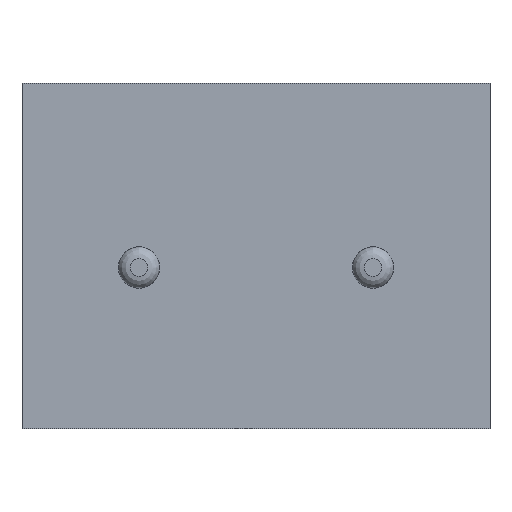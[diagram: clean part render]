
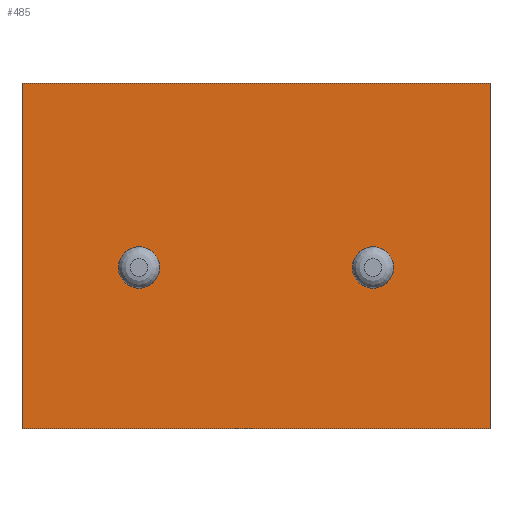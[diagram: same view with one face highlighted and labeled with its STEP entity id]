
A CAD part, front view. The second image highlights one B-rep face of the part: STEP entity #485.
In plain terms, the highlighted planar face has unit normal (0, -1, 0).
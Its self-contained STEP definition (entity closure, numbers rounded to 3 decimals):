
#65=FACE_OUTER_BOUND('',#100,.T.);
#100=EDGE_LOOP('',(#410,#411,#412,#413));
#147=LINE('',#783,#196);
#149=LINE('',#787,#198);
#154=LINE('',#794,#203);
#155=LINE('',#796,#204);
#196=VECTOR('',#637,10.);
#198=VECTOR('',#641,10.);
#203=VECTOR('',#648,10.);
#204=VECTOR('',#651,10.);
#237=VERTEX_POINT('',#780);
#238=VERTEX_POINT('',#782);
#239=VERTEX_POINT('',#786);
#240=VERTEX_POINT('',#792);
#291=EDGE_CURVE('',#238,#237,#147,.T.);
#293=EDGE_CURVE('',#239,#238,#149,.T.);
#298=EDGE_CURVE('',#237,#240,#154,.T.);
#299=EDGE_CURVE('',#240,#239,#155,.T.);
#410=ORIENTED_EDGE('',*,*,#299,.T.);
#411=ORIENTED_EDGE('',*,*,#293,.T.);
#412=ORIENTED_EDGE('',*,*,#291,.T.);
#413=ORIENTED_EDGE('',*,*,#298,.T.);
#458=PLANE('',#536);
#485=ADVANCED_FACE('',(#65),#458,.F.);
#536=AXIS2_PLACEMENT_3D('',#798,#654,#655);
#637=DIRECTION('',(1.,0.,0.));
#641=DIRECTION('',(0.,0.,-1.));
#648=DIRECTION('',(0.,0.,1.));
#651=DIRECTION('',(-1.,0.,0.));
#654=DIRECTION('center_axis',(0.,1.,0.));
#655=DIRECTION('ref_axis',(1.,0.,0.));
#780=CARTESIAN_POINT('',(3.897,0.,-3.75));
#782=CARTESIAN_POINT('',(-6.263,0.,-3.75));
#783=CARTESIAN_POINT('',(-6.263,0.,-3.75));
#786=CARTESIAN_POINT('',(-6.263,0.,3.75));
#787=CARTESIAN_POINT('',(-6.263,0.,3.75));
#792=CARTESIAN_POINT('',(3.897,0.,3.75));
#794=CARTESIAN_POINT('',(3.897,0.,-3.75));
#796=CARTESIAN_POINT('',(3.897,0.,3.75));
#798=CARTESIAN_POINT('Origin',(-1.183,0.,0.));
